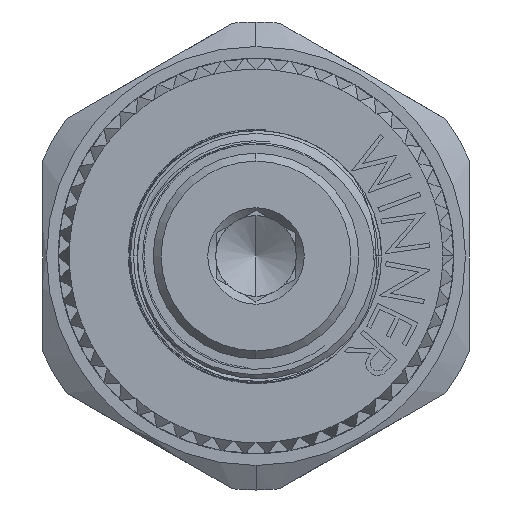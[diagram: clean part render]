
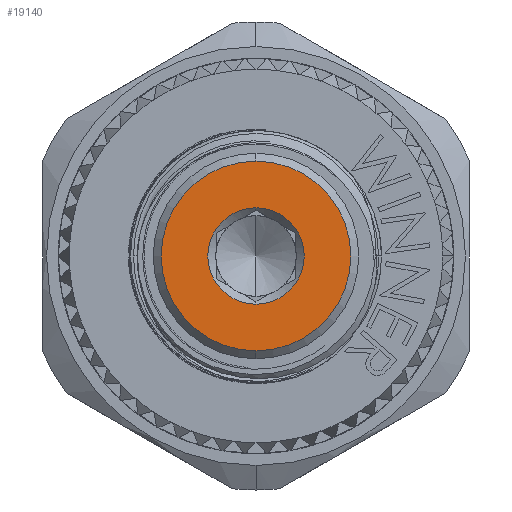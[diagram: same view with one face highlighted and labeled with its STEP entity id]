
A CAD part, left-side view. The second image highlights one B-rep face of the part: STEP entity #19140.
In plain terms, the highlighted planar face has unit normal (-1, 0, 0).
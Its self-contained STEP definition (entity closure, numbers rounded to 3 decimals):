
#952 = CARTESIAN_POINT ( 'NONE',  ( -122.14, 0., 0. ) ) ;
#1114 = VERTEX_POINT ( 'NONE', #25211 ) ;
#1564 = ORIENTED_EDGE ( 'NONE', *, *, #43643, .T. ) ;
#1949 = DIRECTION ( 'NONE',  ( 0., 0., -1. ) ) ;
#3071 = CIRCLE ( 'NONE', #30555, 3.05 ) ;
#3326 = CARTESIAN_POINT ( 'NONE',  ( -122.14, 0., 0. ) ) ;
#4092 = EDGE_CURVE ( 'NONE', #1114, #27475, #5300, .T. ) ;
#4422 = CIRCLE ( 'NONE', #27575, 6. ) ;
#4548 = DIRECTION ( 'NONE',  ( 0., 0., -1. ) ) ;
#5300 = CIRCLE ( 'NONE', #19896, 3.05 ) ;
#6148 = ORIENTED_EDGE ( 'NONE', *, *, #47072, .T. ) ;
#7642 = EDGE_LOOP ( 'NONE', ( #47453, #38740 ) ) ;
#11538 = CARTESIAN_POINT ( 'NONE',  ( -122.14, 6.5, 0. ) ) ;
#15010 = DIRECTION ( 'NONE',  ( 1., 0., 0. ) ) ;
#15877 = FACE_BOUND ( 'NONE', #7642, .T. ) ;
#15941 = DIRECTION ( 'NONE',  ( 0., 0., -1. ) ) ;
#19140 = ADVANCED_FACE ( 'NONE', ( #15877, #37270 ), #34961, .F. ) ;
#19861 = CARTESIAN_POINT ( 'NONE',  ( -122.14, 0., 0. ) ) ;
#19896 = AXIS2_PLACEMENT_3D ( 'NONE', #3326, #15010, #26095 ) ;
#21523 = DIRECTION ( 'NONE',  ( -1., 0., 0. ) ) ;
#25211 = CARTESIAN_POINT ( 'NONE',  ( -122.14, 0., -3.05 ) ) ;
#26095 = DIRECTION ( 'NONE',  ( 0., 0., -1. ) ) ;
#27475 = VERTEX_POINT ( 'NONE', #42767 ) ;
#27575 = AXIS2_PLACEMENT_3D ( 'NONE', #33129, #21523, #1949 ) ;
#27999 = DIRECTION ( 'NONE',  ( 1., 0., 0. ) ) ;
#30555 = AXIS2_PLACEMENT_3D ( 'NONE', #952, #27999, #4548 ) ;
#32122 = EDGE_LOOP ( 'NONE', ( #6148, #1564 ) ) ;
#33129 = CARTESIAN_POINT ( 'NONE',  ( -122.14, 0., 0. ) ) ;
#33955 = CARTESIAN_POINT ( 'NONE',  ( -122.14, 0., -6. ) ) ;
#34961 = PLANE ( 'NONE',  #38350 ) ;
#37270 = FACE_OUTER_BOUND ( 'NONE', #32122, .T. ) ;
#37563 = VERTEX_POINT ( 'NONE', #42928 ) ;
#38350 = AXIS2_PLACEMENT_3D ( 'NONE', #11538, #39367, #38871 ) ;
#38394 = EDGE_CURVE ( 'NONE', #27475, #1114, #3071, .T. ) ;
#38740 = ORIENTED_EDGE ( 'NONE', *, *, #4092, .T. ) ;
#38871 = DIRECTION ( 'NONE',  ( 0., 0., -1. ) ) ;
#39367 = DIRECTION ( 'NONE',  ( 1., 0., 0. ) ) ;
#40899 = AXIS2_PLACEMENT_3D ( 'NONE', #19861, #47678, #15941 ) ;
#42767 = CARTESIAN_POINT ( 'NONE',  ( -122.14, 0., 3.05 ) ) ;
#42928 = CARTESIAN_POINT ( 'NONE',  ( -122.14, 0., 6. ) ) ;
#43643 = EDGE_CURVE ( 'NONE', #37563, #47166, #44392, .T. ) ;
#44392 = CIRCLE ( 'NONE', #40899, 6. ) ;
#47072 = EDGE_CURVE ( 'NONE', #47166, #37563, #4422, .T. ) ;
#47166 = VERTEX_POINT ( 'NONE', #33955 ) ;
#47453 = ORIENTED_EDGE ( 'NONE', *, *, #38394, .T. ) ;
#47678 = DIRECTION ( 'NONE',  ( -1., 0., 0. ) ) ;
